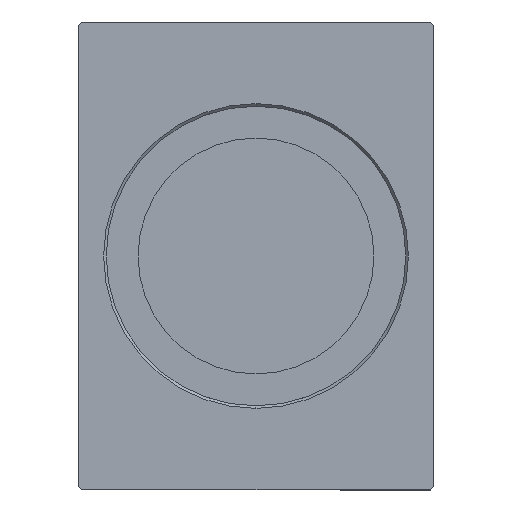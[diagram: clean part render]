
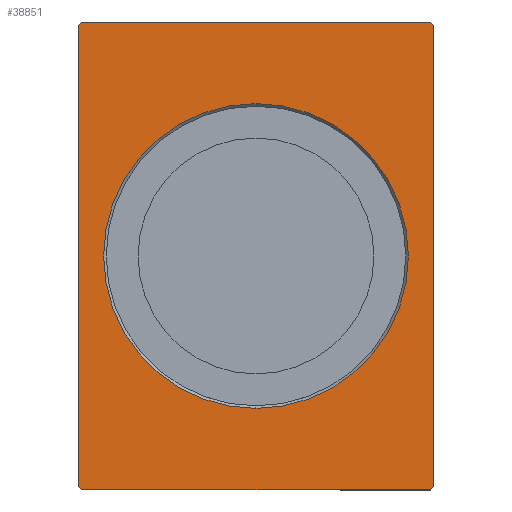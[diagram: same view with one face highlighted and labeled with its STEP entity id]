
A CAD part, left-side view. The second image highlights one B-rep face of the part: STEP entity #38851.
In plain terms, the highlighted planar face has unit normal (-1, 0, 0).
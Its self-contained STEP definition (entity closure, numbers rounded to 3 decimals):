
#325 = CARTESIAN_POINT ( 'NONE',  ( 0., 46.5, 62.5 ) ) ;
#747 = DIRECTION ( 'NONE',  ( 0., 0., -1. ) ) ;
#783 = EDGE_LOOP ( 'NONE', ( #20352, #28369, #16692, #41455, #9591, #15349, #4832, #1494 ) ) ;
#1494 = ORIENTED_EDGE ( 'NONE', *, *, #31359, .F. ) ;
#1970 = EDGE_CURVE ( 'NONE', #7393, #19117, #27154, .T. ) ;
#2305 = EDGE_LOOP ( 'NONE', ( #21220, #34661 ) ) ;
#2727 = PLANE ( 'NONE',  #22395 ) ;
#3549 = LINE ( 'NONE', #36324, #7306 ) ;
#4498 = CARTESIAN_POINT ( 'NONE',  ( 0., 47.5, 61.5 ) ) ;
#4730 = EDGE_CURVE ( 'NONE', #5765, #18202, #21113, .T. ) ;
#4832 = ORIENTED_EDGE ( 'NONE', *, *, #12171, .F. ) ;
#5228 = CARTESIAN_POINT ( 'NONE',  ( 0., -46.5, 62.5 ) ) ;
#5477 = DIRECTION ( 'NONE',  ( 0., 0.707, -0.707 ) ) ;
#5765 = VERTEX_POINT ( 'NONE', #21705 ) ;
#7306 = VECTOR ( 'NONE', #23011, 1000. ) ;
#7393 = VERTEX_POINT ( 'NONE', #23352 ) ;
#8574 = CARTESIAN_POINT ( 'NONE',  ( 0., 46.5, 62.5 ) ) ;
#9410 = VERTEX_POINT ( 'NONE', #27742 ) ;
#9591 = ORIENTED_EDGE ( 'NONE', *, *, #30191, .F. ) ;
#9702 = FACE_BOUND ( 'NONE', #2305, .T. ) ;
#9903 = DIRECTION ( 'NONE',  ( 1., 0., 0. ) ) ;
#10231 = CARTESIAN_POINT ( 'NONE',  ( 0., 47.5, -61.5 ) ) ;
#10980 = DIRECTION ( 'NONE',  ( 0., 0., -1. ) ) ;
#11054 = CARTESIAN_POINT ( 'NONE',  ( 0., 47.5, -61.5 ) ) ;
#11247 = VECTOR ( 'NONE', #29820, 1000. ) ;
#12171 = EDGE_CURVE ( 'NONE', #13881, #15991, #23859, .T. ) ;
#12552 = EDGE_CURVE ( 'NONE', #24687, #29833, #33049, .T. ) ;
#13729 = VERTEX_POINT ( 'NONE', #10231 ) ;
#13799 = CIRCLE ( 'NONE', #40828, 40.7 ) ;
#13841 = EDGE_CURVE ( 'NONE', #13729, #7393, #20574, .T. ) ;
#13881 = VERTEX_POINT ( 'NONE', #25233 ) ;
#14314 = DIRECTION ( 'NONE',  ( 0., -0.707, -0.707 ) ) ;
#14811 = VECTOR ( 'NONE', #26950, 1000. ) ;
#15349 = ORIENTED_EDGE ( 'NONE', *, *, #36043, .F. ) ;
#15975 = VECTOR ( 'NONE', #36864, 1000. ) ;
#15991 = VERTEX_POINT ( 'NONE', #38853 ) ;
#16156 = VECTOR ( 'NONE', #14314, 1000. ) ;
#16614 = CARTESIAN_POINT ( 'NONE',  ( 0., 0., 40.7 ) ) ;
#16692 = ORIENTED_EDGE ( 'NONE', *, *, #37073, .F. ) ;
#17938 = DIRECTION ( 'NONE',  ( 0., 0.707, 0.707 ) ) ;
#18202 = VERTEX_POINT ( 'NONE', #18766 ) ;
#18658 = VECTOR ( 'NONE', #17938, 1000. ) ;
#18766 = CARTESIAN_POINT ( 'NONE',  ( 0., 46.5, -62.5 ) ) ;
#19117 = VERTEX_POINT ( 'NONE', #8574 ) ;
#19199 = VECTOR ( 'NONE', #5477, 1000. ) ;
#19375 = DIRECTION ( 'NONE',  ( 0., -1., 0. ) ) ;
#20084 = CARTESIAN_POINT ( 'NONE',  ( 0., 0., 0. ) ) ;
#20352 = ORIENTED_EDGE ( 'NONE', *, *, #1970, .F. ) ;
#20574 = LINE ( 'NONE', #11054, #14811 ) ;
#21113 = LINE ( 'NONE', #34036, #11247 ) ;
#21220 = ORIENTED_EDGE ( 'NONE', *, *, #12552, .T. ) ;
#21705 = CARTESIAN_POINT ( 'NONE',  ( 0., -46.5, -62.5 ) ) ;
#22395 = AXIS2_PLACEMENT_3D ( 'NONE', #28545, #9903, #35525 ) ;
#23011 = DIRECTION ( 'NONE',  ( 0., 0., -1. ) ) ;
#23352 = CARTESIAN_POINT ( 'NONE',  ( 0., 47.5, 61.5 ) ) ;
#23396 = CARTESIAN_POINT ( 'NONE',  ( 0., 0., 0. ) ) ;
#23491 = DIRECTION ( 'NONE',  ( 1., 0., 0. ) ) ;
#23859 = LINE ( 'NONE', #5228, #16156 ) ;
#24687 = VERTEX_POINT ( 'NONE', #16614 ) ;
#25233 = CARTESIAN_POINT ( 'NONE',  ( 0., -46.5, 62.5 ) ) ;
#26375 = DIRECTION ( 'NONE',  ( 1., 0., 0. ) ) ;
#26950 = DIRECTION ( 'NONE',  ( 0., 0., 1. ) ) ;
#27154 = LINE ( 'NONE', #4498, #15975 ) ;
#27742 = CARTESIAN_POINT ( 'NONE',  ( 0., -47.5, -61.5 ) ) ;
#28328 = CARTESIAN_POINT ( 'NONE',  ( 0., -47.5, -61.5 ) ) ;
#28369 = ORIENTED_EDGE ( 'NONE', *, *, #13841, .F. ) ;
#28545 = CARTESIAN_POINT ( 'NONE',  ( 0., 0., 0. ) ) ;
#29101 = EDGE_CURVE ( 'NONE', #29833, #24687, #13799, .T. ) ;
#29667 = AXIS2_PLACEMENT_3D ( 'NONE', #23396, #26375, #747 ) ;
#29820 = DIRECTION ( 'NONE',  ( 0., 1., 0. ) ) ;
#29833 = VERTEX_POINT ( 'NONE', #39466 ) ;
#30191 = EDGE_CURVE ( 'NONE', #9410, #5765, #37429, .T. ) ;
#31359 = EDGE_CURVE ( 'NONE', #19117, #13881, #41624, .T. ) ;
#32563 = FACE_OUTER_BOUND ( 'NONE', #783, .T. ) ;
#33049 = CIRCLE ( 'NONE', #29667, 40.7 ) ;
#33830 = LINE ( 'NONE', #37207, #18658 ) ;
#34036 = CARTESIAN_POINT ( 'NONE',  ( 0., -46.5, -62.5 ) ) ;
#34661 = ORIENTED_EDGE ( 'NONE', *, *, #29101, .T. ) ;
#35525 = DIRECTION ( 'NONE',  ( 0., 0., -1. ) ) ;
#36043 = EDGE_CURVE ( 'NONE', #15991, #9410, #3549, .T. ) ;
#36324 = CARTESIAN_POINT ( 'NONE',  ( 0., -47.5, 61.5 ) ) ;
#36864 = DIRECTION ( 'NONE',  ( 0., -0.707, 0.707 ) ) ;
#37073 = EDGE_CURVE ( 'NONE', #18202, #13729, #33830, .T. ) ;
#37207 = CARTESIAN_POINT ( 'NONE',  ( 0., 46.5, -62.5 ) ) ;
#37429 = LINE ( 'NONE', #28328, #19199 ) ;
#37575 = VECTOR ( 'NONE', #19375, 1000. ) ;
#38851 = ADVANCED_FACE ( 'NONE', ( #9702, #32563 ), #2727, .F. ) ;
#38853 = CARTESIAN_POINT ( 'NONE',  ( 0., -47.5, 61.5 ) ) ;
#39466 = CARTESIAN_POINT ( 'NONE',  ( 0., 0., -40.7 ) ) ;
#40828 = AXIS2_PLACEMENT_3D ( 'NONE', #20084, #23491, #10980 ) ;
#41455 = ORIENTED_EDGE ( 'NONE', *, *, #4730, .F. ) ;
#41624 = LINE ( 'NONE', #325, #37575 ) ;
